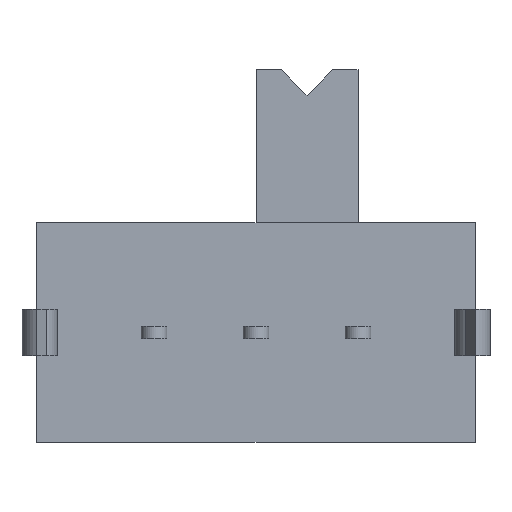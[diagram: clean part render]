
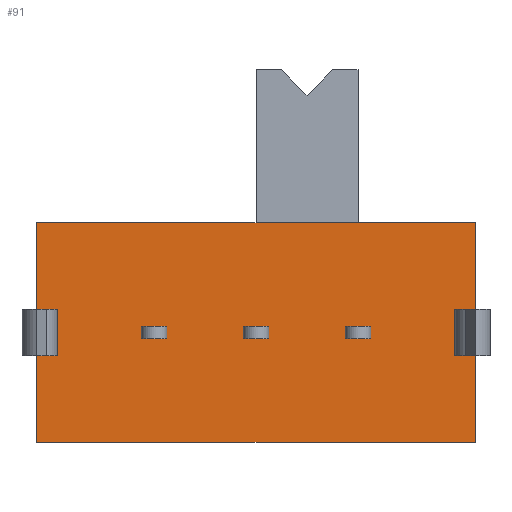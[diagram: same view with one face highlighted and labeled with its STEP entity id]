
A CAD part, front view. The second image highlights one B-rep face of the part: STEP entity #91.
In plain terms, the highlighted planar face has unit normal (0, -1, 0).
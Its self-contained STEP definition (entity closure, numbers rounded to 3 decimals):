
#91=ADVANCED_FACE('',(#161,#162,#163,#164),#165,.T.);
#161=FACE_OUTER_BOUND('',#270,.T.);
#162=FACE_BOUND('',#271,.T.);
#163=FACE_BOUND('',#272,.T.);
#164=FACE_BOUND('',#273,.T.);
#165=PLANE('',#274);
#270=EDGE_LOOP('',(#475,#476,#477,#478,#479,#480,#481,#482,#483,#484,#485,#486));
#271=EDGE_LOOP('',(#487,#488,#489,#490));
#272=EDGE_LOOP('',(#491,#492,#493,#494));
#273=EDGE_LOOP('',(#495,#496,#497,#498));
#274=AXIS2_PLACEMENT_3D('',#499,#500,#501);
#475=ORIENTED_EDGE('',*,*,#831,.T.);
#476=ORIENTED_EDGE('',*,*,#836,.T.);
#477=ORIENTED_EDGE('',*,*,#837,.F.);
#478=ORIENTED_EDGE('',*,*,#838,.T.);
#479=ORIENTED_EDGE('',*,*,#839,.T.);
#480=ORIENTED_EDGE('',*,*,#840,.F.);
#481=ORIENTED_EDGE('',*,*,#841,.F.);
#482=ORIENTED_EDGE('',*,*,#809,.F.);
#483=ORIENTED_EDGE('',*,*,#835,.T.);
#484=ORIENTED_EDGE('',*,*,#842,.T.);
#485=ORIENTED_EDGE('',*,*,#843,.F.);
#486=ORIENTED_EDGE('',*,*,#844,.F.);
#487=ORIENTED_EDGE('',*,*,#845,.F.);
#488=ORIENTED_EDGE('',*,*,#846,.F.);
#489=ORIENTED_EDGE('',*,*,#847,.F.);
#490=ORIENTED_EDGE('',*,*,#848,.F.);
#491=ORIENTED_EDGE('',*,*,#849,.F.);
#492=ORIENTED_EDGE('',*,*,#850,.F.);
#493=ORIENTED_EDGE('',*,*,#851,.F.);
#494=ORIENTED_EDGE('',*,*,#852,.F.);
#495=ORIENTED_EDGE('',*,*,#853,.F.);
#496=ORIENTED_EDGE('',*,*,#854,.F.);
#497=ORIENTED_EDGE('',*,*,#855,.F.);
#498=ORIENTED_EDGE('',*,*,#856,.F.);
#499=CARTESIAN_POINT('',(-4.3,-2.0,0.0));
#500=DIRECTION('',(0.0,-1.0,0.0));
#501=DIRECTION('',(0.0,0.0,-1.0));
#809=EDGE_CURVE('',#972,#974,#975,.T.);
#831=EDGE_CURVE('',#1008,#1006,#1009,.T.);
#835=EDGE_CURVE('',#972,#1014,#1016,.T.);
#836=EDGE_CURVE('',#1006,#1017,#1018,.T.);
#837=EDGE_CURVE('',#1019,#1017,#1020,.T.);
#838=EDGE_CURVE('',#1019,#1021,#1022,.T.);
#839=EDGE_CURVE('',#1021,#1023,#1024,.T.);
#840=EDGE_CURVE('',#1025,#1023,#1026,.T.);
#841=EDGE_CURVE('',#974,#1025,#1027,.T.);
#842=EDGE_CURVE('',#1014,#1028,#1029,.T.);
#843=EDGE_CURVE('',#1030,#1028,#1031,.T.);
#844=EDGE_CURVE('',#1008,#1030,#1032,.T.);
#845=EDGE_CURVE('',#1033,#1034,#1035,.T.);
#846=EDGE_CURVE('',#1036,#1033,#1037,.T.);
#847=EDGE_CURVE('',#1038,#1036,#1039,.T.);
#848=EDGE_CURVE('',#1034,#1038,#1040,.T.);
#849=EDGE_CURVE('',#1041,#1042,#1043,.T.);
#850=EDGE_CURVE('',#1044,#1041,#1045,.T.);
#851=EDGE_CURVE('',#1046,#1044,#1047,.T.);
#852=EDGE_CURVE('',#1042,#1046,#1048,.T.);
#853=EDGE_CURVE('',#1049,#1050,#1051,.T.);
#854=EDGE_CURVE('',#1052,#1049,#1053,.T.);
#855=EDGE_CURVE('',#1054,#1052,#1055,.T.);
#856=EDGE_CURVE('',#1050,#1054,#1056,.T.);
#972=VERTEX_POINT('',#1218);
#974=VERTEX_POINT('',#1221);
#975=LINE('',#1222,#1223);
#1006=VERTEX_POINT('',#1301);
#1008=VERTEX_POINT('',#1304);
#1009=LINE('',#1305,#1306);
#1014=VERTEX_POINT('',#1313);
#1016=LINE('',#1316,#1317);
#1017=VERTEX_POINT('',#1318);
#1018=LINE('',#1319,#1320);
#1019=VERTEX_POINT('',#1321);
#1020=LINE('',#1322,#1323);
#1021=VERTEX_POINT('',#1324);
#1022=LINE('',#1325,#1326);
#1023=VERTEX_POINT('',#1327);
#1024=LINE('',#1328,#1329);
#1025=VERTEX_POINT('',#1330);
#1026=LINE('',#1331,#1332);
#1027=LINE('',#1333,#1334);
#1028=VERTEX_POINT('',#1335);
#1029=LINE('',#1336,#1337);
#1030=VERTEX_POINT('',#1338);
#1031=LINE('',#1339,#1340);
#1032=LINE('',#1341,#1342);
#1033=VERTEX_POINT('',#1343);
#1034=VERTEX_POINT('',#1344);
#1035=LINE('',#1345,#1346);
#1036=VERTEX_POINT('',#1347);
#1037=LINE('',#1348,#1349);
#1038=VERTEX_POINT('',#1350);
#1039=LINE('',#1351,#1352);
#1040=LINE('',#1353,#1354);
#1041=VERTEX_POINT('',#1355);
#1042=VERTEX_POINT('',#1356);
#1043=LINE('',#1357,#1358);
#1044=VERTEX_POINT('',#1359);
#1045=LINE('',#1360,#1361);
#1046=VERTEX_POINT('',#1362);
#1047=LINE('',#1363,#1364);
#1048=LINE('',#1365,#1366);
#1049=VERTEX_POINT('',#1367);
#1050=VERTEX_POINT('',#1368);
#1051=LINE('',#1369,#1370);
#1052=VERTEX_POINT('',#1371);
#1053=LINE('',#1372,#1373);
#1054=VERTEX_POINT('',#1374);
#1055=LINE('',#1375,#1376);
#1056=LINE('',#1377,#1378);
#1218=CARTESIAN_POINT('',(-4.3,-2.0,0.0));
#1221=CARTESIAN_POINT('',(4.3,-2.0,0.0));
#1222=CARTESIAN_POINT('',(-4.3,-2.0,0.0));
#1223=VECTOR('',#1563,8.6);
#1301=CARTESIAN_POINT('',(-4.3,-2.0,-4.3));
#1304=CARTESIAN_POINT('',(-4.3,-2.0,-2.605));
#1305=CARTESIAN_POINT('',(-4.3,-2.0,-2.605));
#1306=VECTOR('',#1582,1.695);
#1313=CARTESIAN_POINT('',(-4.3,-2.0,-1.695));
#1316=CARTESIAN_POINT('',(-4.3,-2.0,0.0));
#1317=VECTOR('',#1586,1.695);
#1318=CARTESIAN_POINT('',(4.3,-2.0,-4.3));
#1319=CARTESIAN_POINT('',(-4.3,-2.0,-4.3));
#1320=VECTOR('',#1587,8.6);
#1321=CARTESIAN_POINT('',(4.3,-2.0,-2.605));
#1322=CARTESIAN_POINT('',(4.3,-2.0,-2.605));
#1323=VECTOR('',#1588,1.695);
#1324=CARTESIAN_POINT('',(3.9,-2.0,-2.605));
#1325=CARTESIAN_POINT('',(4.3,-2.0,-2.605));
#1326=VECTOR('',#1589,0.4);
#1327=CARTESIAN_POINT('',(3.9,-2.0,-1.695));
#1328=CARTESIAN_POINT('',(3.9,-2.0,-2.605));
#1329=VECTOR('',#1590,0.91);
#1330=CARTESIAN_POINT('',(4.3,-2.0,-1.695));
#1331=CARTESIAN_POINT('',(4.3,-2.0,-1.695));
#1332=VECTOR('',#1591,0.4);
#1333=CARTESIAN_POINT('',(4.3,-2.0,0.0));
#1334=VECTOR('',#1592,1.695);
#1335=CARTESIAN_POINT('',(-3.9,-2.0,-1.695));
#1336=CARTESIAN_POINT('',(-4.3,-2.0,-1.695));
#1337=VECTOR('',#1593,0.4);
#1338=CARTESIAN_POINT('',(-3.9,-2.0,-2.605));
#1339=CARTESIAN_POINT('',(-3.9,-2.0,-2.605));
#1340=VECTOR('',#1594,0.91);
#1341=CARTESIAN_POINT('',(-4.3,-2.0,-2.605));
#1342=VECTOR('',#1595,0.4);
#1343=CARTESIAN_POINT('',(2.25,-2.0,-2.27));
#1344=CARTESIAN_POINT('',(2.25,-2.0,-2.03));
#1345=CARTESIAN_POINT('',(2.25,-2.0,-2.27));
#1346=VECTOR('',#1596,0.24);
#1347=CARTESIAN_POINT('',(1.75,-2.0,-2.27));
#1348=CARTESIAN_POINT('',(1.75,-2.0,-2.27));
#1349=VECTOR('',#1597,0.5);
#1350=CARTESIAN_POINT('',(1.75,-2.0,-2.03));
#1351=CARTESIAN_POINT('',(1.75,-2.0,-2.03));
#1352=VECTOR('',#1598,0.24);
#1353=CARTESIAN_POINT('',(2.25,-2.0,-2.03));
#1354=VECTOR('',#1599,0.5);
#1355=CARTESIAN_POINT('',(0.25,-2.0,-2.27));
#1356=CARTESIAN_POINT('',(0.25,-2.0,-2.03));
#1357=CARTESIAN_POINT('',(0.25,-2.0,-2.27));
#1358=VECTOR('',#1600,0.24);
#1359=CARTESIAN_POINT('',(-0.25,-2.0,-2.27));
#1360=CARTESIAN_POINT('',(-0.25,-2.0,-2.27));
#1361=VECTOR('',#1601,0.5);
#1362=CARTESIAN_POINT('',(-0.25,-2.0,-2.03));
#1363=CARTESIAN_POINT('',(-0.25,-2.0,-2.03));
#1364=VECTOR('',#1602,0.24);
#1365=CARTESIAN_POINT('',(0.25,-2.0,-2.03));
#1366=VECTOR('',#1603,0.5);
#1367=CARTESIAN_POINT('',(-1.75,-2.0,-2.03));
#1368=CARTESIAN_POINT('',(-2.25,-2.0,-2.03));
#1369=CARTESIAN_POINT('',(-1.75,-2.0,-2.03));
#1370=VECTOR('',#1604,0.5);
#1371=CARTESIAN_POINT('',(-1.75,-2.0,-2.27));
#1372=CARTESIAN_POINT('',(-1.75,-2.0,-2.27));
#1373=VECTOR('',#1605,0.24);
#1374=CARTESIAN_POINT('',(-2.25,-2.0,-2.27));
#1375=CARTESIAN_POINT('',(-2.25,-2.0,-2.27));
#1376=VECTOR('',#1606,0.5);
#1377=CARTESIAN_POINT('',(-2.25,-2.0,-2.03));
#1378=VECTOR('',#1607,0.24);
#1563=DIRECTION('',(1.0,0.0,0.0));
#1582=DIRECTION('',(0.0,0.0,-1.0));
#1586=DIRECTION('',(0.0,0.0,-1.0));
#1587=DIRECTION('',(1.0,0.0,0.0));
#1588=DIRECTION('',(0.0,0.0,-1.0));
#1589=DIRECTION('',(-1.0,0.0,0.0));
#1590=DIRECTION('',(0.0,0.0,1.0));
#1591=DIRECTION('',(-1.0,0.0,0.0));
#1592=DIRECTION('',(0.0,0.0,-1.0));
#1593=DIRECTION('',(1.0,0.0,0.0));
#1594=DIRECTION('',(0.0,0.0,1.0));
#1595=DIRECTION('',(1.0,0.0,0.0));
#1596=DIRECTION('',(0.0,0.0,1.0));
#1597=DIRECTION('',(1.0,0.0,0.0));
#1598=DIRECTION('',(0.0,0.0,-1.0));
#1599=DIRECTION('',(-1.0,0.0,0.0));
#1600=DIRECTION('',(0.0,0.0,1.0));
#1601=DIRECTION('',(1.0,0.0,0.0));
#1602=DIRECTION('',(0.0,0.0,-1.0));
#1603=DIRECTION('',(-1.0,0.0,0.0));
#1604=DIRECTION('',(-1.0,0.0,0.0));
#1605=DIRECTION('',(0.0,0.0,1.0));
#1606=DIRECTION('',(1.0,0.0,0.0));
#1607=DIRECTION('',(0.0,0.0,-1.0));
